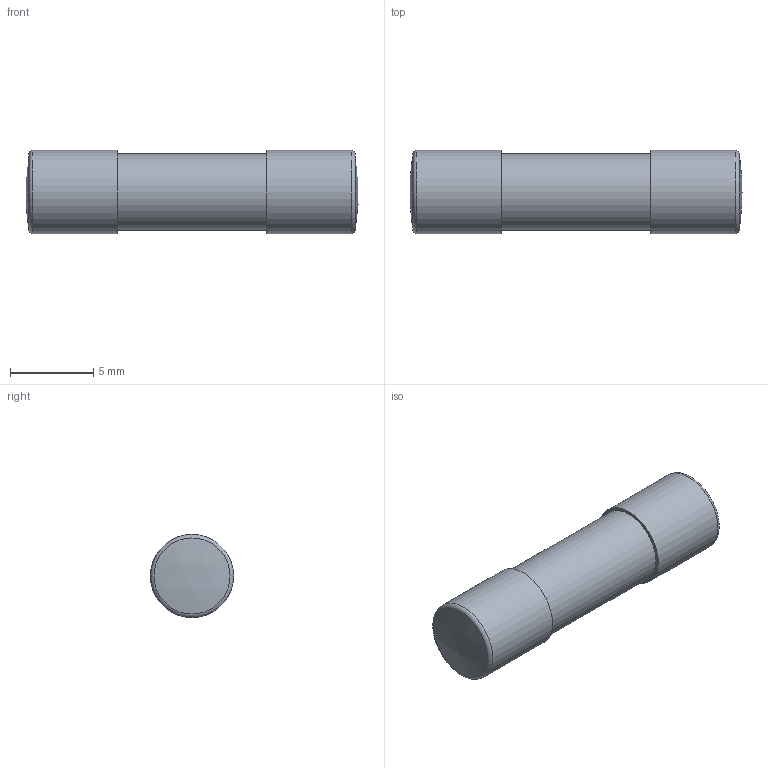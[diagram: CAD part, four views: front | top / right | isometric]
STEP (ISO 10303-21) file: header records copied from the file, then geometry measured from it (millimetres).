
FILE_DESCRIPTION(/* description */ (''),/* implementation_level */ '2;1');
FILE_NAME(/* name */ 'Fuse5x20.stp',/* time_stamp */ '2016-06-12T02:25:11-07:00',/* author */ ('victormp'),/* organization */ (''),/* preprocessor_version */ 'ST-DEVELOPER v16.5');
FILE_SCHEMA (('AUTOMOTIVE_DESIGN { 1 0 10303 214 3 1 1 }'));
Length unit declared in the file: millimetre
Products named in the file (1): Fuse5x20
Bounding box: 19.96 x 5 x 5 mm (x, y, z)
Volume: 110.2 mm3; surface area: 610.5 mm2
Topology: 1 solids, 2 shells, 12 faces, 16 edges, 10 vertices
Faces by surface type: cylinder 4, plane 4, sphere 2, torus 2
Full cylindrical faces by diameter (mm): 4.1 x1, 4.6 x1, 5 x2
Entity records: 273 total; most frequent: DIRECTION 46, CARTESIAN_POINT 33, AXIS2_PLACEMENT_3D 23, EDGE_LOOP 20, ORIENTED_EDGE 20, FACE_OUTER_BOUND 12, ADVANCED_FACE 12, CIRCLE 10
